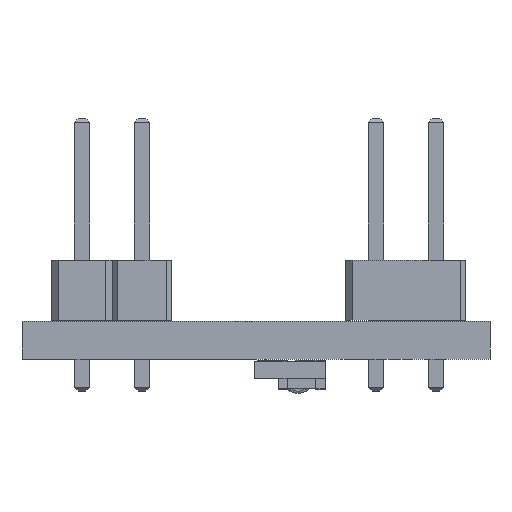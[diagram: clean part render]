
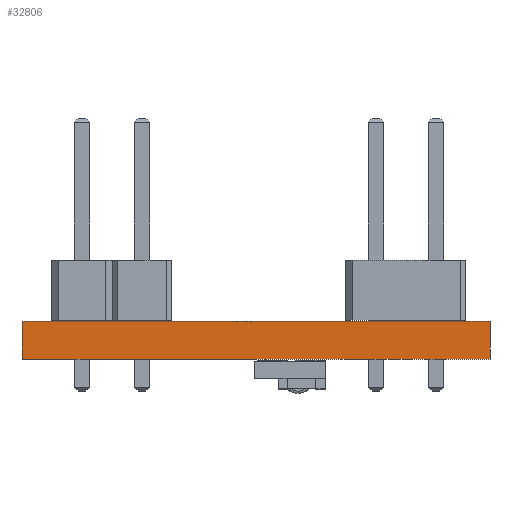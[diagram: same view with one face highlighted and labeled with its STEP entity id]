
A CAD part, left-side view. The second image highlights one B-rep face of the part: STEP entity #32806.
In plain terms, the highlighted planar face has unit normal (-1, 0, 0).
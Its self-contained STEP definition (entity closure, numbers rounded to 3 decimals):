
#32625 = PLANE('',#32626);
#32626 = AXIS2_PLACEMENT_3D('',#32627,#32628,#32629);
#32627 = CARTESIAN_POINT('',(152.146,-116.586,0.));
#32628 = DIRECTION('',(0.,-1.,0.));
#32629 = DIRECTION('',(-1.,0.,0.));
#32650 = VERTEX_POINT('',#32651);
#32651 = CARTESIAN_POINT('',(112.014,-116.586,1.6));
#32665 = PLANE('',#32666);
#32666 = AXIS2_PLACEMENT_3D('',#32667,#32668,#32669);
#32667 = CARTESIAN_POINT('',(132.08,-106.68,1.6));
#32668 = DIRECTION('',(-0.,-0.,-1.));
#32669 = DIRECTION('',(-1.,0.,0.));
#32677 = EDGE_CURVE('',#32678,#32650,#32680,.T.);
#32678 = VERTEX_POINT('',#32679);
#32679 = CARTESIAN_POINT('',(112.014,-116.586,0.));
#32680 = SURFACE_CURVE('',#32681,(#32685,#32692),.PCURVE_S1.);
#32681 = LINE('',#32682,#32683);
#32682 = CARTESIAN_POINT('',(112.014,-116.586,0.));
#32683 = VECTOR('',#32684,1.);
#32684 = DIRECTION('',(0.,0.,1.));
#32685 = PCURVE('',#32625,#32686);
#32686 = DEFINITIONAL_REPRESENTATION('',(#32687),#32691);
#32687 = LINE('',#32688,#32689);
#32688 = CARTESIAN_POINT('',(40.132,0.));
#32689 = VECTOR('',#32690,1.);
#32690 = DIRECTION('',(0.,-1.));
#32691 = ( GEOMETRIC_REPRESENTATION_CONTEXT(2) 
PARAMETRIC_REPRESENTATION_CONTEXT() REPRESENTATION_CONTEXT('2D SPACE',''
  ) );
#32692 = PCURVE('',#32693,#32698);
#32693 = PLANE('',#32694);
#32694 = AXIS2_PLACEMENT_3D('',#32695,#32696,#32697);
#32695 = CARTESIAN_POINT('',(112.014,-116.586,0.));
#32696 = DIRECTION('',(-1.,0.,0.));
#32697 = DIRECTION('',(0.,1.,0.));
#32698 = DEFINITIONAL_REPRESENTATION('',(#32699),#32703);
#32699 = LINE('',#32700,#32701);
#32700 = CARTESIAN_POINT('',(0.,0.));
#32701 = VECTOR('',#32702,1.);
#32702 = DIRECTION('',(0.,-1.));
#32703 = ( GEOMETRIC_REPRESENTATION_CONTEXT(2) 
PARAMETRIC_REPRESENTATION_CONTEXT() REPRESENTATION_CONTEXT('2D SPACE',''
  ) );
#32719 = PLANE('',#32720);
#32720 = AXIS2_PLACEMENT_3D('',#32721,#32722,#32723);
#32721 = CARTESIAN_POINT('',(132.08,-106.68,0.));
#32722 = DIRECTION('',(-0.,-0.,-1.));
#32723 = DIRECTION('',(-1.,0.,0.));
#32752 = PLANE('',#32753);
#32753 = AXIS2_PLACEMENT_3D('',#32754,#32755,#32756);
#32754 = CARTESIAN_POINT('',(112.014,-96.774,0.));
#32755 = DIRECTION('',(0.,1.,0.));
#32756 = DIRECTION('',(1.,0.,0.));
#32806 = ADVANCED_FACE('',(#32807),#32693,.T.);
#32807 = FACE_BOUND('',#32808,.T.);
#32808 = EDGE_LOOP('',(#32809,#32810,#32833,#32856));
#32809 = ORIENTED_EDGE('',*,*,#32677,.T.);
#32810 = ORIENTED_EDGE('',*,*,#32811,.T.);
#32811 = EDGE_CURVE('',#32650,#32812,#32814,.T.);
#32812 = VERTEX_POINT('',#32813);
#32813 = CARTESIAN_POINT('',(112.014,-96.774,1.6));
#32814 = SURFACE_CURVE('',#32815,(#32819,#32826),.PCURVE_S1.);
#32815 = LINE('',#32816,#32817);
#32816 = CARTESIAN_POINT('',(112.014,-116.586,1.6));
#32817 = VECTOR('',#32818,1.);
#32818 = DIRECTION('',(0.,1.,0.));
#32819 = PCURVE('',#32693,#32820);
#32820 = DEFINITIONAL_REPRESENTATION('',(#32821),#32825);
#32821 = LINE('',#32822,#32823);
#32822 = CARTESIAN_POINT('',(0.,-1.6));
#32823 = VECTOR('',#32824,1.);
#32824 = DIRECTION('',(1.,0.));
#32825 = ( GEOMETRIC_REPRESENTATION_CONTEXT(2) 
PARAMETRIC_REPRESENTATION_CONTEXT() REPRESENTATION_CONTEXT('2D SPACE',''
  ) );
#32826 = PCURVE('',#32665,#32827);
#32827 = DEFINITIONAL_REPRESENTATION('',(#32828),#32832);
#32828 = LINE('',#32829,#32830);
#32829 = CARTESIAN_POINT('',(20.066,-9.906));
#32830 = VECTOR('',#32831,1.);
#32831 = DIRECTION('',(0.,1.));
#32832 = ( GEOMETRIC_REPRESENTATION_CONTEXT(2) 
PARAMETRIC_REPRESENTATION_CONTEXT() REPRESENTATION_CONTEXT('2D SPACE',''
  ) );
#32833 = ORIENTED_EDGE('',*,*,#32834,.F.);
#32834 = EDGE_CURVE('',#32835,#32812,#32837,.T.);
#32835 = VERTEX_POINT('',#32836);
#32836 = CARTESIAN_POINT('',(112.014,-96.774,0.));
#32837 = SURFACE_CURVE('',#32838,(#32842,#32849),.PCURVE_S1.);
#32838 = LINE('',#32839,#32840);
#32839 = CARTESIAN_POINT('',(112.014,-96.774,0.));
#32840 = VECTOR('',#32841,1.);
#32841 = DIRECTION('',(0.,0.,1.));
#32842 = PCURVE('',#32693,#32843);
#32843 = DEFINITIONAL_REPRESENTATION('',(#32844),#32848);
#32844 = LINE('',#32845,#32846);
#32845 = CARTESIAN_POINT('',(19.812,0.));
#32846 = VECTOR('',#32847,1.);
#32847 = DIRECTION('',(0.,-1.));
#32848 = ( GEOMETRIC_REPRESENTATION_CONTEXT(2) 
PARAMETRIC_REPRESENTATION_CONTEXT() REPRESENTATION_CONTEXT('2D SPACE',''
  ) );
#32849 = PCURVE('',#32752,#32850);
#32850 = DEFINITIONAL_REPRESENTATION('',(#32851),#32855);
#32851 = LINE('',#32852,#32853);
#32852 = CARTESIAN_POINT('',(0.,0.));
#32853 = VECTOR('',#32854,1.);
#32854 = DIRECTION('',(0.,-1.));
#32855 = ( GEOMETRIC_REPRESENTATION_CONTEXT(2) 
PARAMETRIC_REPRESENTATION_CONTEXT() REPRESENTATION_CONTEXT('2D SPACE',''
  ) );
#32856 = ORIENTED_EDGE('',*,*,#32857,.F.);
#32857 = EDGE_CURVE('',#32678,#32835,#32858,.T.);
#32858 = SURFACE_CURVE('',#32859,(#32863,#32870),.PCURVE_S1.);
#32859 = LINE('',#32860,#32861);
#32860 = CARTESIAN_POINT('',(112.014,-116.586,0.));
#32861 = VECTOR('',#32862,1.);
#32862 = DIRECTION('',(0.,1.,0.));
#32863 = PCURVE('',#32693,#32864);
#32864 = DEFINITIONAL_REPRESENTATION('',(#32865),#32869);
#32865 = LINE('',#32866,#32867);
#32866 = CARTESIAN_POINT('',(0.,0.));
#32867 = VECTOR('',#32868,1.);
#32868 = DIRECTION('',(1.,0.));
#32869 = ( GEOMETRIC_REPRESENTATION_CONTEXT(2) 
PARAMETRIC_REPRESENTATION_CONTEXT() REPRESENTATION_CONTEXT('2D SPACE',''
  ) );
#32870 = PCURVE('',#32719,#32871);
#32871 = DEFINITIONAL_REPRESENTATION('',(#32872),#32876);
#32872 = LINE('',#32873,#32874);
#32873 = CARTESIAN_POINT('',(20.066,-9.906));
#32874 = VECTOR('',#32875,1.);
#32875 = DIRECTION('',(0.,1.));
#32876 = ( GEOMETRIC_REPRESENTATION_CONTEXT(2) 
PARAMETRIC_REPRESENTATION_CONTEXT() REPRESENTATION_CONTEXT('2D SPACE',''
  ) );
